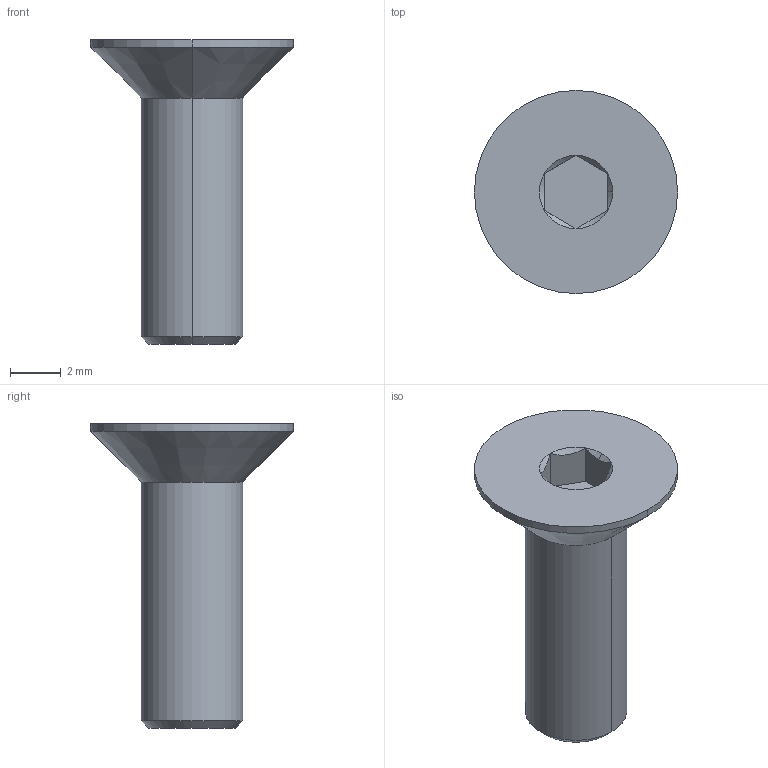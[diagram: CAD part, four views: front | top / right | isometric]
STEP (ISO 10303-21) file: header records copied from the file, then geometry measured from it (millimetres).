
FILE_DESCRIPTION (( 'STEP AP203' ), '1' );
FILE_NAME ('161076.step', '2022-01-27T15:34:16', ( '' ), ( '' ), 'SwSTEP 2.0', 'SolidWorks 2021', '' );
FILE_SCHEMA (( 'CONFIG_CONTROL_DESIGN' ));
Length unit declared in the file: millimetre
Products named in the file (1): 161076
Bounding box: 8 x 8 x 12 mm (x, y, z)
Volume: 186.3 mm3; surface area: 256.6 mm2
Topology: 1 solids, 1 shells, 24 faces, 45 edges, 24 vertices
Faces by surface type: cone 11, plane 9, cylinder 4
Entity records: 700 total; most frequent: CARTESIAN_POINT 149, DIRECTION 105, ORIENTED_EDGE 90, EDGE_CURVE 45, AXIS2_PLACEMENT_3D 42, EDGE_LOOP 25, VERTEX_POINT 24, FACE_OUTER_BOUND 24
